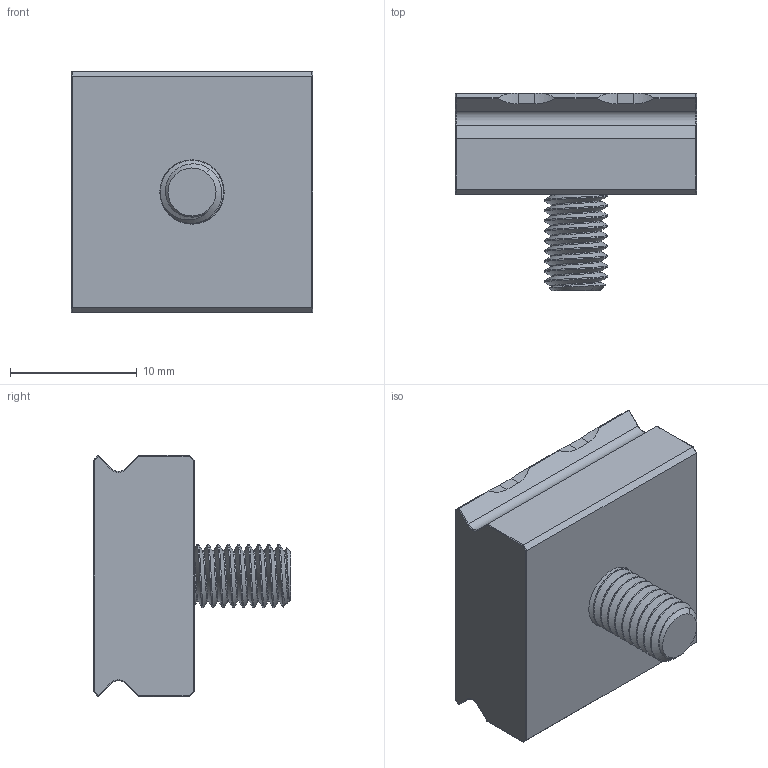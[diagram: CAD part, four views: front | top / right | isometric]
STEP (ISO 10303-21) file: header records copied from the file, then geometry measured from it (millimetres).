
FILE_DESCRIPTION (( 'STEP AP214' ), '1' );
FILE_NAME ('33075.STEP', '2024-10-22T17:02:46', ( '' ), ( '' ), 'SwSTEP 2.0', 'SolidWorks 2021', '' );
FILE_SCHEMA (( 'AUTOMOTIVE_DESIGN' ));
Length unit declared in the file: inch
Products named in the file (3): 320751_320751; M512MM LHCS_M512MMLHCS; 33075
Assembly tree (2 placements, depth 2):
  33075
    320751_320751
    M512MM LHCS_M512MMLHCS
Bounding box: 19.05 x 15.56 x 19.05 mm (x, y, z)
Volume: 2830.5 mm3; surface area: 1977 mm2
Topology: 2 solids, 2 shells, 135 faces, 339 edges, 211 vertices
Faces by surface type: cylinder 72, plane 39, cone 13, torus 6, bspline 3, sphere 2
Entity records: 6531 total; most frequent: CARTESIAN_POINT 3486, ORIENTED_EDGE 678, DIRECTION 560, EDGE_CURVE 339, VERTEX_POINT 211, AXIS2_PLACEMENT_3D 202, VECTOR 156, LINE 156
